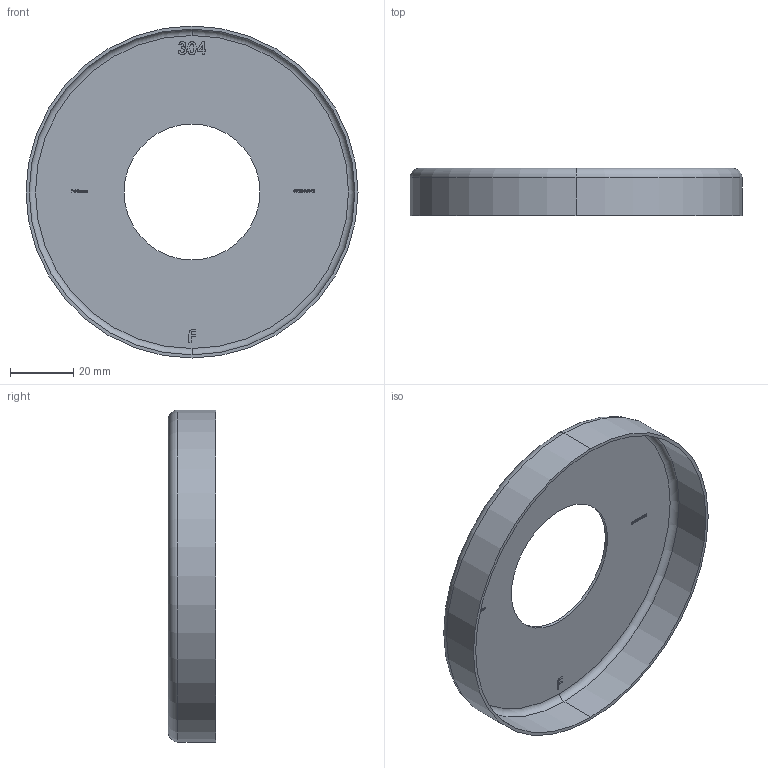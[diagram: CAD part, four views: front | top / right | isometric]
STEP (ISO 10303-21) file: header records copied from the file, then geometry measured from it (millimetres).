
FILE_DESCRIPTION (( 'STEP AP203' ), '1' );
FILE_NAME ('50152-240-15.step', '2020-11-05T12:44:44', ( '' ), ( '' ), 'SwSTEP 2.0', 'SolidWorks 2018', '' );
FILE_SCHEMA (( 'CONFIG_CONTROL_DESIGN' ));
Length unit declared in the file: millimetre
Products named in the file (2): 50152-240-15
Bounding box: 105 x 15 x 105 mm (x, y, z)
Volume: 11424.9 mm3; surface area: 23331.6 mm2
Topology: 1 solids, 1 shells, 316 faces, 839 edges, 558 vertices
Faces by surface type: plane 179, bspline 127, cylinder 6, torus 4
Entity records: 17096 total; most frequent: CARTESIAN_POINT 9930, ORIENTED_EDGE 1678, DIRECTION 987, EDGE_CURVE 839, LINE 565, VECTOR 565, VERTEX_POINT 558, EDGE_LOOP 351
